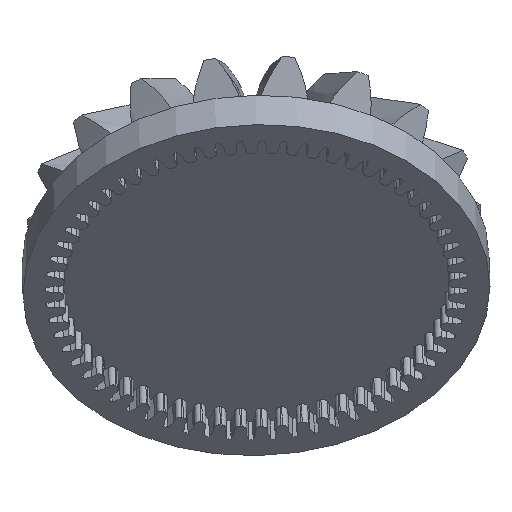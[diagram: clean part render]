
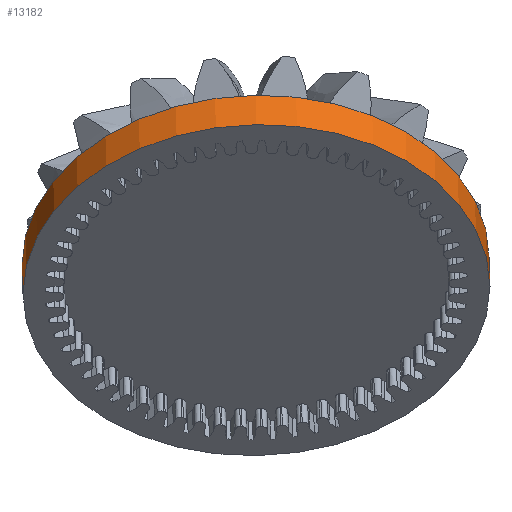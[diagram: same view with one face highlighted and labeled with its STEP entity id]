
A CAD part, top view. The second image highlights one B-rep face of the part: STEP entity #13182.
In plain terms, the highlighted cylindrical face has radius 45 mm (diameter 90 mm), a partial arc.
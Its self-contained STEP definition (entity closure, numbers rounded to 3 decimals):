
#1587=CARTESIAN_POINT('',(-0.707,22.263,
-22.274));
#1588=DIRECTION('',(0.022,-0.707,0.707));
#1589=DIRECTION('',(1.,0.016,-0.016));
#1590=AXIS2_PLACEMENT_3D('',#1587,#1588,#1589);
#1597=DIRECTION('',(0.022,-0.707,0.707));
#1598=VECTOR('',#1597,8.);
#1599=CARTESIAN_POINT('',(44.281,22.977,-22.988));
#1600=LINE('',#1599,#1598);
#1601=DIRECTION('',(0.022,-0.707,0.707));
#1602=VECTOR('',#1601,8.);
#1603=CARTESIAN_POINT('',(-45.696,21.548,
-21.559));
#1604=LINE('',#1603,#1602);
#1605=CARTESIAN_POINT('',(-0.528,16.609,
-16.617));
#1606=DIRECTION('',(0.022,-0.707,0.707));
#1607=DIRECTION('',(1.,0.016,-0.016));
#1608=AXIS2_PLACEMENT_3D('',#1605,#1606,#1607);
#10951=CARTESIAN_POINT('',(44.281,22.977,
-22.988));
#10952=CARTESIAN_POINT('',(-45.696,21.548,
-21.559));
#10953=VERTEX_POINT('',#10951);
#10954=VERTEX_POINT('',#10952);
#10955=CARTESIAN_POINT('',(44.461,17.323,
-17.332));
#10956=CARTESIAN_POINT('',(-45.516,15.894,
-15.902));
#10957=VERTEX_POINT('',#10955);
#10958=VERTEX_POINT('',#10956);
#13168=CARTESIAN_POINT('',(-0.707,22.263,
-22.274));
#13169=DIRECTION('',(0.022,-0.707,0.707));
#13170=DIRECTION('',(1.,0.016,-0.016));
#13171=AXIS2_PLACEMENT_3D('',#13168,#13169,#13170);
#13172=CYLINDRICAL_SURFACE('',#13171,45.);
#13173=ORIENTED_EDGE('',*,*,#13144,.F.);
#13175=ORIENTED_EDGE('',*,*,#13174,.T.);
#13177=ORIENTED_EDGE('',*,*,#13176,.T.);
#13179=ORIENTED_EDGE('',*,*,#13178,.F.);
#13180=EDGE_LOOP('',(#13173,#13175,#13177,#13179));
#13181=FACE_OUTER_BOUND('',#13180,.F.);
#13182=ADVANCED_FACE('',(#13181),#13172,.T.);
#1591=CIRCLE('',#1590,45.);
#1609=CIRCLE('',#1608,45.);
#13144=EDGE_CURVE('',#10953,#10954,#1591,.T.);
#13174=EDGE_CURVE('',#10953,#10957,#1600,.T.);
#13176=EDGE_CURVE('',#10957,#10958,#1609,.T.);
#13178=EDGE_CURVE('',#10954,#10958,#1604,.T.);
